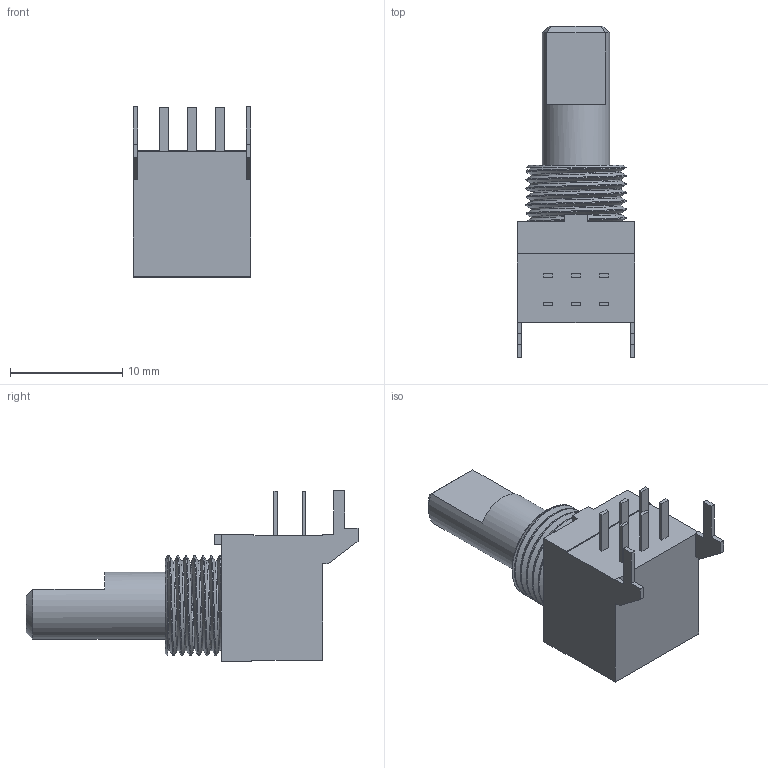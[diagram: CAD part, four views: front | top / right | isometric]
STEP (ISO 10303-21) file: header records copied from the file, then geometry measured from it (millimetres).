
FILE_DESCRIPTION(/* description */ (''),/* implementation_level */ '2;1');
FILE_NAME(/* name */ 'ALPS RK09L v3.step',/* time_stamp */ '2019-06-21T01:11:28+02:00',/* author */ (''),/* organization */ (''),/* preprocessor_version */ 'ST-DEVELOPER v18',/* originating_system */ 'Autodesk Translation Framework v8.2.0.1029',/* authorisation */ '');
FILE_SCHEMA (('AUTOMOTIVE_DESIGN { 1 0 10303 214 3 1 1 }'));
Length unit declared in the file: millimetre
Products named in the file (1): ALPS RK09L
Bounding box: 10.5 x 29.56 x 15.2 mm (x, y, z)
Volume: 1678.7 mm3; surface area: 1196.3 mm2
Topology: 1 solids, 1 shells, 92 faces, 237 edges, 155 vertices
Faces by surface type: plane 70, cylinder 18, cone 2, bspline 2
Full cylindrical faces by diameter (mm): 6 x1, 8.047 x7, 8.908 x6
Entity records: 3890 total; most frequent: CARTESIAN_POINT 1669, ORIENTED_EDGE 474, DIRECTION 396, EDGE_CURVE 237, LINE 188, VECTOR 188, VERTEX_POINT 155, AXIS2_PLACEMENT_3D 104
